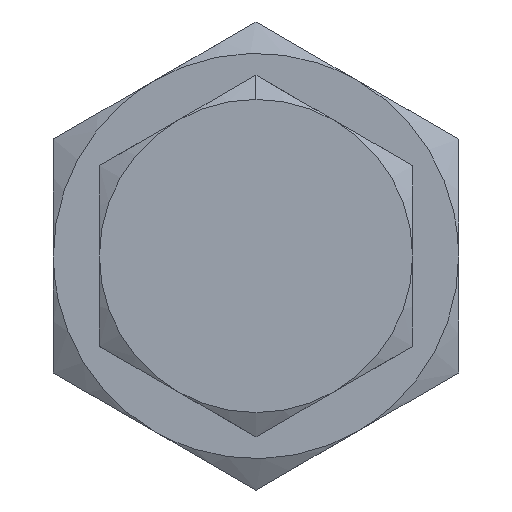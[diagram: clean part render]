
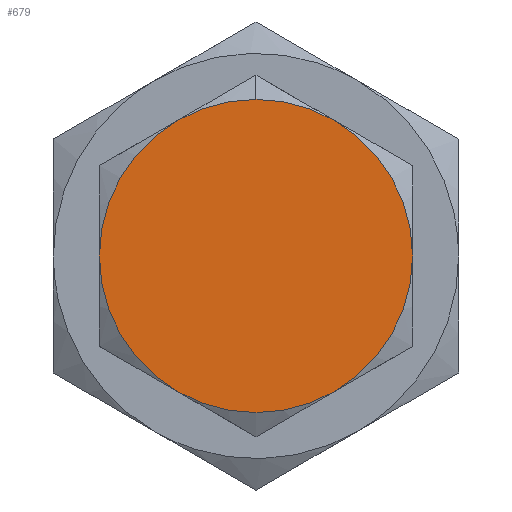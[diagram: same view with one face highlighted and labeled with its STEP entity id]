
A CAD part, front view. The second image highlights one B-rep face of the part: STEP entity #679.
In plain terms, the highlighted free-form (B-spline) face has degree [1, 1] with [2, 2] control points.
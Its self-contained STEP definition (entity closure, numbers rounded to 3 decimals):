
#15 = CARTESIAN_POINT ( 'NONE',  ( -8.5, 0.5, -0.743 ) ) ;
#33 = CARTESIAN_POINT ( 'NONE',  ( 0., 0.5, 8.5 ) ) ;
#37 = CARTESIAN_POINT ( 'NONE',  ( 4.25, 0.5, 7.361 ) ) ;
#49 = CARTESIAN_POINT ( 'NONE',  ( -4.25, 0.5, 7.361 ) ) ;
#52 = CARTESIAN_POINT ( 'NONE',  ( -6.99, 0.5, -4.893 ) ) ;
#75 = CARTESIAN_POINT ( 'NONE',  ( 8.5, 0.5, 0.743 ) ) ;
#118 = CARTESIAN_POINT ( 'NONE',  ( 8.5, 0.5, 0. ) ) ;
#140 = CARTESIAN_POINT ( 'NONE',  ( 6.536, 0.5, -5.485 ) ) ;
#148 = VERTEX_POINT ( 'NONE', #2338 ) ;
#158 = ORIENTED_EDGE ( 'NONE', *, *, #1740, .T. ) ;
#166 = CARTESIAN_POINT ( 'NONE',  ( 8.5, 0.5, -0.743 ) ) ;
#189 = EDGE_CURVE ( 'NONE', #148, #2461, #1908, .T. ) ;
#287 = CARTESIAN_POINT ( 'NONE',  ( -7.733, 0.5, 3.607 ) ) ;
#295 = CARTESIAN_POINT ( 'NONE',  ( -8.5, 0.5, 0. ) ) ;
#308 = CARTESIAN_POINT ( 'NONE',  ( 8.5, 0.5, 0. ) ) ;
#359 = CARTESIAN_POINT ( 'NONE',  ( 4.25, 0.5, -7.361 ) ) ;
#387 = B_SPLINE_CURVE_WITH_KNOTS ( 'NONE', 3,
 ( #33, #1699, #677, #1722, #480, #1950 ),
 .UNSPECIFIED., .F., .F.,
 ( 4, 2, 4 ),
 ( 0., 0.262, 0.524 ),
 .UNSPECIFIED. ) ;
#424 = CARTESIAN_POINT ( 'NONE',  ( 2.917, 0.5, 8.018 ) ) ;
#432 = CARTESIAN_POINT ( 'NONE',  ( -4.25, 0.5, -7.361 ) ) ;
#463 = CARTESIAN_POINT ( 'NONE',  ( -8.602, 0.5, 8.602 ) ) ;
#466 = CARTESIAN_POINT ( 'NONE',  ( 3.607, 0.5, -7.733 ) ) ;
#468 = EDGE_LOOP ( 'NONE', ( #2617, #2336, #1046, #2333, #2217, #158, #559 ) ) ;
#473 = EDGE_CURVE ( 'NONE', #857, #1049, #1628, .T. ) ;
#480 = CARTESIAN_POINT ( 'NONE',  ( -3.607, 0.5, 7.733 ) ) ;
#488 = B_SPLINE_CURVE_WITH_KNOTS ( 'NONE', 3,
 ( #359, #2053, #1380, #140, #2044, #2257, #1389, #2653, #166, #1167 ),
 .UNSPECIFIED., .F., .F.,
 ( 4, 2, 2, 2, 4 ),
 ( 0., 0.262, 0.524, 0.785, 1.047 ),
 .UNSPECIFIED. ) ;
#508 = CARTESIAN_POINT ( 'NONE',  ( -6.99, 0.5, 4.893 ) ) ;
#535 = VERTEX_POINT ( 'NONE', #1554 ) ;
#559 = ORIENTED_EDGE ( 'NONE', *, *, #189, .T. ) ;
#647 = CARTESIAN_POINT ( 'NONE',  ( -4.25, 0.5, -7.361 ) ) ;
#666 = EDGE_CURVE ( 'NONE', #535, #1276, #387, .T. ) ;
#677 = CARTESIAN_POINT ( 'NONE',  ( -1.482, 0.5, 8.403 ) ) ;
#679 = ADVANCED_FACE ( 'NONE', ( #2209 ), #1652, .T. ) ;
#693 = CARTESIAN_POINT ( 'NONE',  ( -8.018, 0.5, 2.917 ) ) ;
#733 = CARTESIAN_POINT ( 'NONE',  ( 5.485, 0.5, 6.536 ) ) ;
#747 = CARTESIAN_POINT ( 'NONE',  ( 4.893, 0.5, 6.99 ) ) ;
#814 = CARTESIAN_POINT ( 'NONE',  ( 0., 0.5, 8.5 ) ) ;
#826 = CARTESIAN_POINT ( 'NONE',  ( 0.743, 0.5, 8.5 ) ) ;
#837 = CARTESIAN_POINT ( 'NONE',  ( 3.607, 0.5, 7.733 ) ) ;
#851 = CARTESIAN_POINT ( 'NONE',  ( -8.5, 0.5, 0. ) ) ;
#857 = VERTEX_POINT ( 'NONE', #118 ) ;
#879 = CARTESIAN_POINT ( 'NONE',  ( 8.602, 0.5, -8.602 ) ) ;
#1031 = B_SPLINE_CURVE_WITH_KNOTS ( 'NONE', 3,
 ( #1685, #837, #424, #2078, #826, #814 ),
 .UNSPECIFIED., .F., .F.,
 ( 4, 2, 4 ),
 ( 0., 0.262, 0.524 ),
 .UNSPECIFIED. ) ;
#1046 = ORIENTED_EDGE ( 'NONE', *, *, #473, .T. ) ;
#1049 = VERTEX_POINT ( 'NONE', #37 ) ;
#1081 = CARTESIAN_POINT ( 'NONE',  ( -3.607, 0.5, -7.733 ) ) ;
#1098 = EDGE_CURVE ( 'NONE', #1049, #535, #1031, .T. ) ;
#1099 = CARTESIAN_POINT ( 'NONE',  ( -6.536, 0.5, 5.485 ) ) ;
#1134 = CARTESIAN_POINT ( 'NONE',  ( 7.733, 0.5, 3.607 ) ) ;
#1167 = CARTESIAN_POINT ( 'NONE',  ( 8.5, 0.5, 0. ) ) ;
#1276 = VERTEX_POINT ( 'NONE', #49 ) ;
#1357 = CARTESIAN_POINT ( 'NONE',  ( 6.536, 0.5, 5.485 ) ) ;
#1380 = CARTESIAN_POINT ( 'NONE',  ( 5.485, 0.5, -6.536 ) ) ;
#1389 = CARTESIAN_POINT ( 'NONE',  ( 8.018, 0.5, -2.917 ) ) ;
#1462 = CARTESIAN_POINT ( 'NONE',  ( -7.733, 0.5, -3.607 ) ) ;
#1463 = CARTESIAN_POINT ( 'NONE',  ( 0.743, 0.5, -8.5 ) ) ;
#1505 = CARTESIAN_POINT ( 'NONE',  ( -6.536, 0.5, -5.485 ) ) ;
#1506 = CARTESIAN_POINT ( 'NONE',  ( -0.743, 0.5, -8.5 ) ) ;
#1518 = CARTESIAN_POINT ( 'NONE',  ( -4.25, 0.5, 7.361 ) ) ;
#1522 = VERTEX_POINT ( 'NONE', #2707 ) ;
#1539 = CARTESIAN_POINT ( 'NONE',  ( -4.893, 0.5, 6.99 ) ) ;
#1554 = CARTESIAN_POINT ( 'NONE',  ( 0., 0.5, 8.5 ) ) ;
#1581 = CARTESIAN_POINT ( 'NONE',  ( 4.25, 0.5, 7.361 ) ) ;
#1628 = B_SPLINE_CURVE_WITH_KNOTS ( 'NONE', 3,
 ( #308, #75, #1977, #2419, #1134, #2627, #1357, #733, #747, #1581 ),
 .UNSPECIFIED., .F., .F.,
 ( 4, 2, 2, 2, 4 ),
 ( 0., 0.262, 0.524, 0.785, 1.047 ),
 .UNSPECIFIED. ) ;
#1640 = EDGE_CURVE ( 'NONE', #2461, #1522, #1773, .T. ) ;
#1652 = B_SPLINE_SURFACE_WITH_KNOTS ( 'NONE', 1, 1, ( 
 ( #463, #1931 ),
 ( #1733, #879 ) ),
 .UNSPECIFIED., .F., .F., .F.,
 ( 2, 2 ),
 ( 2, 2 ),
 ( 0., 1. ),
 ( 0., 1. ),
 .UNSPECIFIED. ) ;
#1679 = CARTESIAN_POINT ( 'NONE',  ( -4.893, 0.5, -6.99 ) ) ;
#1685 = CARTESIAN_POINT ( 'NONE',  ( 4.25, 0.5, 7.361 ) ) ;
#1699 = CARTESIAN_POINT ( 'NONE',  ( -0.743, 0.5, 8.5 ) ) ;
#1713 = CARTESIAN_POINT ( 'NONE',  ( -8.018, 0.5, -2.917 ) ) ;
#1715 = CARTESIAN_POINT ( 'NONE',  ( 4.25, 0.5, -7.361 ) ) ;
#1722 = CARTESIAN_POINT ( 'NONE',  ( -2.917, 0.5, 8.018 ) ) ;
#1733 = CARTESIAN_POINT ( 'NONE',  ( -8.602, 0.5, -8.602 ) ) ;
#1740 = EDGE_CURVE ( 'NONE', #1276, #148, #2631, .T. ) ;
#1773 = B_SPLINE_CURVE_WITH_KNOTS ( 'NONE', 3,
 ( #647, #1081, #1917, #2553, #1506, #1463, #2350, #1895, #466, #1715 ),
 .UNSPECIFIED., .F., .F.,
 ( 4, 2, 2, 2, 4 ),
 ( 0., 0.262, 0.524, 0.785, 1.047 ),
 .UNSPECIFIED. ) ;
#1895 = CARTESIAN_POINT ( 'NONE',  ( 2.917, 0.5, -8.018 ) ) ;
#1908 = B_SPLINE_CURVE_WITH_KNOTS ( 'NONE', 3,
 ( #851, #15, #2327, #1713, #1462, #52, #1505, #2349, #1679, #432 ),
 .UNSPECIFIED., .F., .F.,
 ( 4, 2, 2, 2, 4 ),
 ( 0., 0.262, 0.524, 0.785, 1.047 ),
 .UNSPECIFIED. ) ;
#1917 = CARTESIAN_POINT ( 'NONE',  ( -2.917, 0.5, -8.018 ) ) ;
#1931 = CARTESIAN_POINT ( 'NONE',  ( 8.602, 0.5, 8.602 ) ) ;
#1950 = CARTESIAN_POINT ( 'NONE',  ( -4.25, 0.5, 7.361 ) ) ;
#1977 = CARTESIAN_POINT ( 'NONE',  ( 8.403, 0.5, 1.482 ) ) ;
#2044 = CARTESIAN_POINT ( 'NONE',  ( 6.99, 0.5, -4.893 ) ) ;
#2053 = CARTESIAN_POINT ( 'NONE',  ( 4.893, 0.5, -6.99 ) ) ;
#2078 = CARTESIAN_POINT ( 'NONE',  ( 1.482, 0.5, 8.403 ) ) ;
#2166 = CARTESIAN_POINT ( 'NONE',  ( -5.485, 0.5, 6.536 ) ) ;
#2194 = CARTESIAN_POINT ( 'NONE',  ( -8.403, 0.5, 1.482 ) ) ;
#2209 = FACE_OUTER_BOUND ( 'NONE', #468, .T. ) ;
#2217 = ORIENTED_EDGE ( 'NONE', *, *, #666, .T. ) ;
#2257 = CARTESIAN_POINT ( 'NONE',  ( 7.733, 0.5, -3.607 ) ) ;
#2327 = CARTESIAN_POINT ( 'NONE',  ( -8.403, 0.5, -1.482 ) ) ;
#2333 = ORIENTED_EDGE ( 'NONE', *, *, #1098, .T. ) ;
#2336 = ORIENTED_EDGE ( 'NONE', *, *, #2644, .T. ) ;
#2338 = CARTESIAN_POINT ( 'NONE',  ( -8.5, 0.5, 0. ) ) ;
#2349 = CARTESIAN_POINT ( 'NONE',  ( -5.485, 0.5, -6.536 ) ) ;
#2350 = CARTESIAN_POINT ( 'NONE',  ( 1.482, 0.5, -8.403 ) ) ;
#2393 = CARTESIAN_POINT ( 'NONE',  ( -8.5, 0.5, 0.743 ) ) ;
#2419 = CARTESIAN_POINT ( 'NONE',  ( 8.018, 0.5, 2.917 ) ) ;
#2461 = VERTEX_POINT ( 'NONE', #2632 ) ;
#2553 = CARTESIAN_POINT ( 'NONE',  ( -1.482, 0.5, -8.403 ) ) ;
#2617 = ORIENTED_EDGE ( 'NONE', *, *, #1640, .T. ) ;
#2627 = CARTESIAN_POINT ( 'NONE',  ( 6.99, 0.5, 4.893 ) ) ;
#2631 = B_SPLINE_CURVE_WITH_KNOTS ( 'NONE', 3,
 ( #1518, #1539, #2166, #1099, #508, #287, #693, #2194, #2393, #295 ),
 .UNSPECIFIED., .F., .F.,
 ( 4, 2, 2, 2, 4 ),
 ( 0., 0.262, 0.524, 0.785, 1.047 ),
 .UNSPECIFIED. ) ;
#2632 = CARTESIAN_POINT ( 'NONE',  ( -4.25, 0.5, -7.361 ) ) ;
#2644 = EDGE_CURVE ( 'NONE', #1522, #857, #488, .T. ) ;
#2653 = CARTESIAN_POINT ( 'NONE',  ( 8.403, 0.5, -1.482 ) ) ;
#2707 = CARTESIAN_POINT ( 'NONE',  ( 4.25, 0.5, -7.361 ) ) ;
